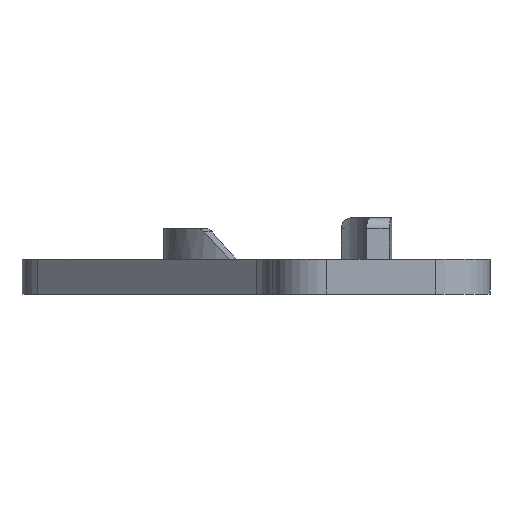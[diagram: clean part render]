
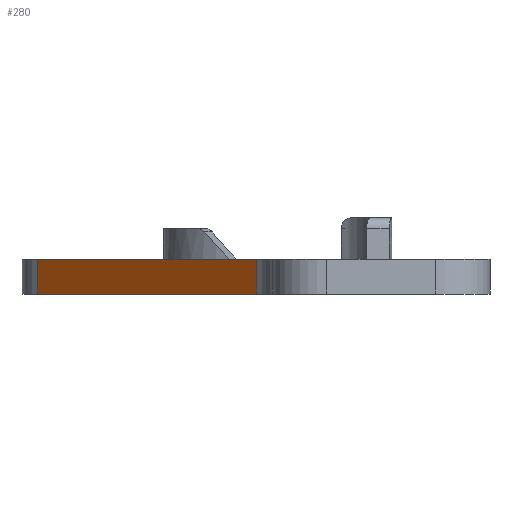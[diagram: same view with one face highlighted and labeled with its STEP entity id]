
A CAD part, left-side view. The second image highlights one B-rep face of the part: STEP entity #280.
In plain terms, the highlighted planar face has unit normal (-0.707, 0.707, 0).
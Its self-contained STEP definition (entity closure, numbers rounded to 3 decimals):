
#17 = EDGE_LOOP ( 'NONE', ( #724, #703, #716, #695 ) ) ;
#168 = VECTOR ( 'NONE', #1097, 1000. ) ;
#169 = VECTOR ( 'NONE', #1082, 1000. ) ;
#280 = ADVANCED_FACE ( 'NONE', ( #493 ), #1398, .F. ) ;
#301 = EDGE_CURVE ( 'NONE', #1621, #1652, #1468, .T. ) ;
#328 = EDGE_CURVE ( 'NONE', #663, #655, #971, .T. ) ;
#351 = EDGE_CURVE ( 'NONE', #655, #1652, #1080, .T. ) ;
#356 = EDGE_CURVE ( 'NONE', #663, #1621, #1095, .T. ) ;
#476 = AXIS2_PLACEMENT_3D ( 'NONE', #1402, #1403, #1404 ) ;
#493 = FACE_OUTER_BOUND ( 'NONE', #17, .T. ) ;
#655 = VERTEX_POINT ( 'NONE', #1846 ) ;
#663 = VERTEX_POINT ( 'NONE', #1854 ) ;
#695 = ORIENTED_EDGE ( 'NONE', *, *, #356, .T. ) ;
#703 = ORIENTED_EDGE ( 'NONE', *, *, #351, .F. ) ;
#716 = ORIENTED_EDGE ( 'NONE', *, *, #328, .F. ) ;
#724 = ORIENTED_EDGE ( 'NONE', *, *, #301, .T. ) ;
#971 = LINE ( 'NONE', #972, #1614 ) ;
#972 = CARTESIAN_POINT ( 'NONE',  ( 8.036, 26.536, 3.2 ) ) ;
#973 = DIRECTION ( 'NONE',  ( -0.707, -0.707, 0. ) ) ;
#1080 = LINE ( 'NONE', #1081, #169 ) ;
#1081 = CARTESIAN_POINT ( 'NONE',  ( -12.036, 6.464, 3.2 ) ) ;
#1082 = DIRECTION ( 'NONE',  ( 0., 0., -1. ) ) ;
#1095 = LINE ( 'NONE', #1096, #168 ) ;
#1096 = CARTESIAN_POINT ( 'NONE',  ( 8.036, 26.536, 3.2 ) ) ;
#1097 = DIRECTION ( 'NONE',  ( 0., 0., -1. ) ) ;
#1398 = PLANE ( 'NONE',  #476 ) ;
#1402 = CARTESIAN_POINT ( 'NONE',  ( 8.036, 26.536, 3.2 ) ) ;
#1403 = DIRECTION ( 'NONE',  ( 0.707, -0.707, 0. ) ) ;
#1404 = DIRECTION ( 'NONE',  ( 0.707, 0.707, 0. ) ) ;
#1468 = LINE ( 'NONE', #1469, #1553 ) ;
#1469 = CARTESIAN_POINT ( 'NONE',  ( 8.036, 26.536, 0. ) ) ;
#1470 = DIRECTION ( 'NONE',  ( -0.707, -0.707, 0. ) ) ;
#1553 = VECTOR ( 'NONE', #1470, 1000. ) ;
#1614 = VECTOR ( 'NONE', #973, 1000. ) ;
#1621 = VERTEX_POINT ( 'NONE', #1865 ) ;
#1652 = VERTEX_POINT ( 'NONE', #1880 ) ;
#1846 = CARTESIAN_POINT ( 'NONE',  ( -12.036, 6.464, 3.2 ) ) ;
#1854 = CARTESIAN_POINT ( 'NONE',  ( 8.036, 26.536, 3.2 ) ) ;
#1865 = CARTESIAN_POINT ( 'NONE',  ( 8.036, 26.536, 0. ) ) ;
#1880 = CARTESIAN_POINT ( 'NONE',  ( -12.036, 6.464, 0. ) ) ;
